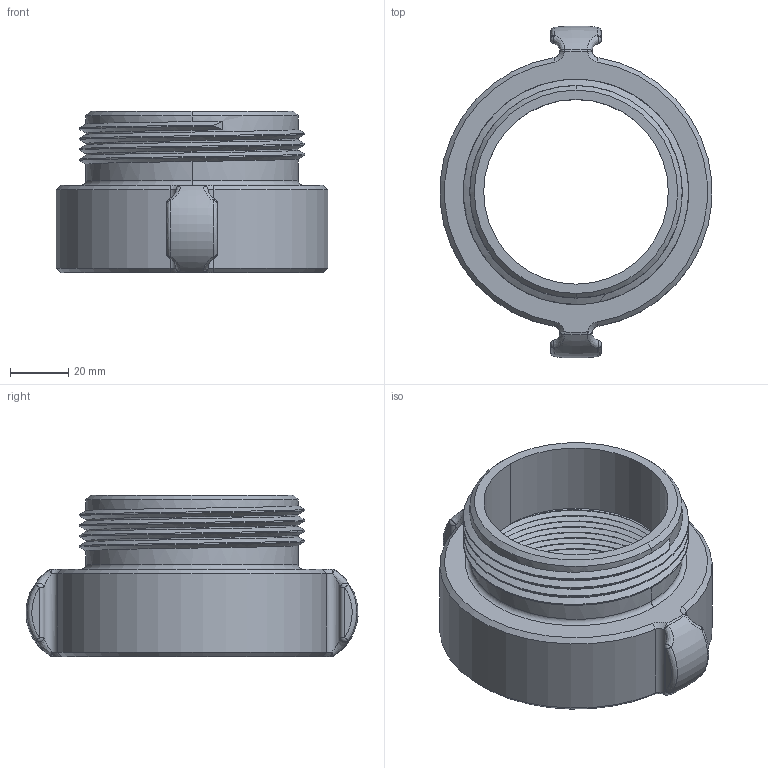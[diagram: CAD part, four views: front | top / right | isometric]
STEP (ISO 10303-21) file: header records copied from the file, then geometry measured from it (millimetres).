
FILE_DESCRIPTION((''),'2;1');
FILE_NAME('C04503_NPT_NH','2013-04-25T',('cknei'),(''),'PRO/ENGINEER BY PARAMETRIC TECHNOLOGY CORPORATION, 2011180','PRO/ENGINEER BY PARAMETRIC TECHNOLOGY CORPORATION, 2011180','');
FILE_SCHEMA(('CONFIG_CONTROL_DESIGN'));
Length unit declared in the file: inch
Products named in the file (1): C04503_NPT_NH
Bounding box: 93.34 x 114.15 x 55.5 mm (x, y, z)
Volume: 133456.9 mm3; surface area: 41416.3 mm2
Topology: 1 solids, 1 shells, 119 faces, 288 edges, 173 vertices
Faces by surface type: cone 43, bspline 31, cylinder 21, plane 12, sphere 8, torus 4
Entity records: 9342 total; most frequent: CARTESIAN_POINT 6905, ORIENTED_EDGE 576, DIRECTION 364, EDGE_CURVE 288, VERTEX_POINT 173, B_SPLINE_CURVE_WITH_KNOTS 148, AXIS2_PLACEMENT_3D 136, EDGE_LOOP 123
